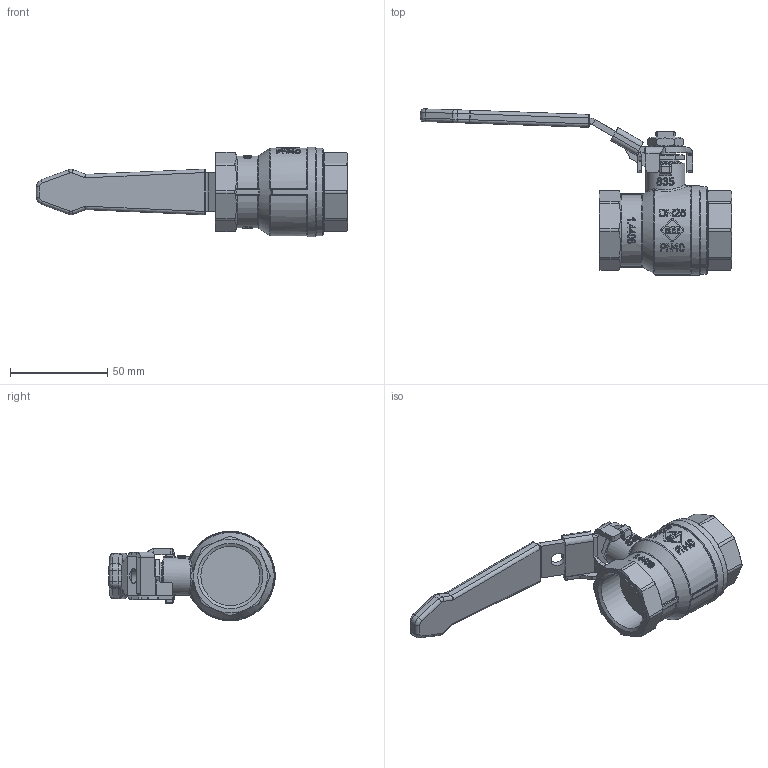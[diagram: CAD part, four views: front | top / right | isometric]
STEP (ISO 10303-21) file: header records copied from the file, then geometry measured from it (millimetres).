
FILE_DESCRIPTION(/* description */ (''),/* implementation_level */ '2;1');
FILE_NAME(/* name */ '835_835_0_25.stp',/* time_stamp */ '2021-09-27T12:09:28+02:00',/* author */ ('sga-ext'),/* organization */ (''),/* preprocessor_version */ 'ST-DEVELOPER v18.1',/* originating_system */ 'Autodesk Inventor 2021',/* authorisation */ '');
FILE_SCHEMA (('AUTOMOTIVE_DESIGN { 1 0 10303 214 3 1 1 }'));
Products named in the file (1): ENG-068167
Bounding box: 159.9 x 85.39 x 46 mm (x, y, z)
Volume: 93949.1 mm3; surface area: 26220.2 mm2
Topology: 2 solids, 2 shells, 1378 faces, 3571 edges, 2287 vertices
Faces by surface type: plane 624, bspline 467, cylinder 214, cone 38, torus 23, sphere 12
Full cylindrical faces by diameter (mm): 7.5 x1, 10.4 x1, 14.3 x1, 16 x1, 20 x1, 30.291 x2, 45 x1, 46 x1
Entity records: 50120 total; most frequent: CARTESIAN_POINT 18201, ORIENTED_EDGE 7090, DIRECTION 4895, EDGE_CURVE 3545, VERTEX_POINT 2287, LINE 1895, VECTOR 1895, AXIS2_PLACEMENT_3D 1500
